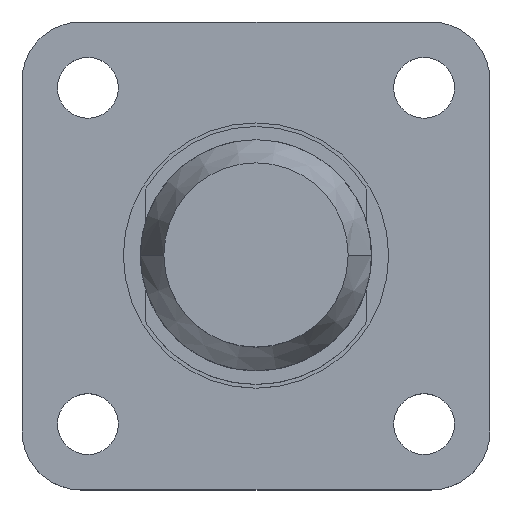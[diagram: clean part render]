
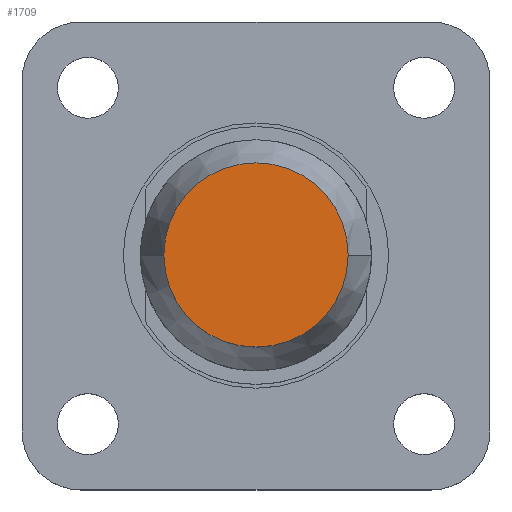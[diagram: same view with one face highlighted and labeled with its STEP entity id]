
A CAD part, top view. The second image highlights one B-rep face of the part: STEP entity #1709.
In plain terms, the highlighted planar face has unit normal (0, 0, 1).
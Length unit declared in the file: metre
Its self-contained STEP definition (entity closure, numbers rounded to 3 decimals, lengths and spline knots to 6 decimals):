
#39 = ORIENTED_EDGE ( 'NONE', *, *, #2797, .F. ) ;
#253 = DIRECTION ( 'NONE',  ( 0., 0., -1. ) ) ;
#504 = CARTESIAN_POINT ( 'NONE',  ( 0., 0., 0.03172 ) ) ;
#672 = CIRCLE ( 'NONE', #1219, 0.005 ) ;
#723 = EDGE_LOOP ( 'NONE', ( #1149, #39 ) ) ;
#739 = DIRECTION ( 'NONE',  ( -1., 0., 0. ) ) ;
#824 = CARTESIAN_POINT ( 'NONE',  ( 0., 0.0048, 0.03172 ) ) ;
#1123 = AXIS2_PLACEMENT_3D ( 'NONE', #1838, #1637, #1604 ) ;
#1149 = ORIENTED_EDGE ( 'NONE', *, *, #3079, .F. ) ;
#1219 = AXIS2_PLACEMENT_3D ( 'NONE', #504, #2232, #739 ) ;
#1384 = CIRCLE ( 'NONE', #1123, 0.005 ) ;
#1604 = DIRECTION ( 'NONE',  ( -1., 0., 0. ) ) ;
#1637 = DIRECTION ( 'NONE',  ( 0., 0., -1. ) ) ;
#1709 = ADVANCED_FACE ( 'NONE', ( #2844 ), #2837, .F. ) ;
#1838 = CARTESIAN_POINT ( 'NONE',  ( 0., 0., 0.03172 ) ) ;
#1883 = DIRECTION ( 'NONE',  ( -1., 0., 0. ) ) ;
#2232 = DIRECTION ( 'NONE',  ( 0., 0., -1. ) ) ;
#2267 = AXIS2_PLACEMENT_3D ( 'NONE', #824, #253, #1883 ) ;
#2311 = VERTEX_POINT ( 'NONE', #2558 ) ;
#2450 = VERTEX_POINT ( 'NONE', #2551 ) ;
#2551 = CARTESIAN_POINT ( 'NONE',  ( -0.005, 0., 0.03172 ) ) ;
#2558 = CARTESIAN_POINT ( 'NONE',  ( 0.005, 0., 0.03172 ) ) ;
#2797 = EDGE_CURVE ( 'NONE', #2311, #2450, #1384, .T. ) ;
#2837 = PLANE ( 'NONE',  #2267 ) ;
#2844 = FACE_OUTER_BOUND ( 'NONE', #723, .T. ) ;
#3079 = EDGE_CURVE ( 'NONE', #2450, #2311, #672, .T. ) ;
